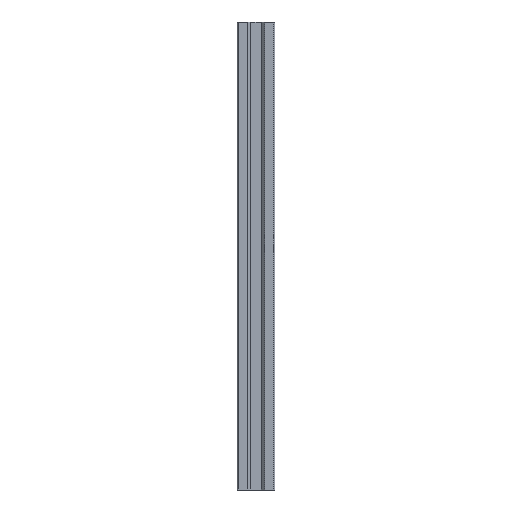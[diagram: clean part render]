
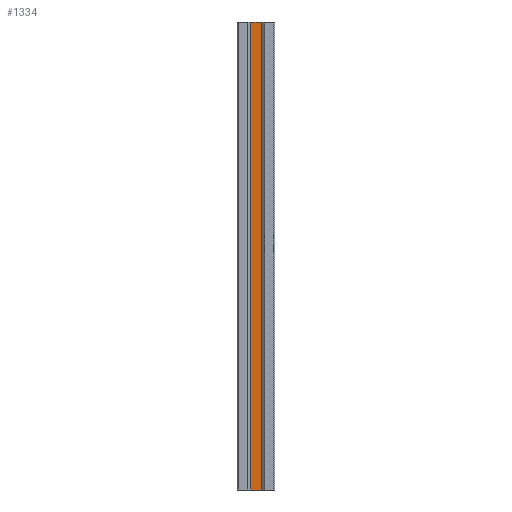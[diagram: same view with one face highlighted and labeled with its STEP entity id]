
A CAD part, front view. The second image highlights one B-rep face of the part: STEP entity #1334.
In plain terms, the highlighted planar face has unit normal (0, -1, 0).
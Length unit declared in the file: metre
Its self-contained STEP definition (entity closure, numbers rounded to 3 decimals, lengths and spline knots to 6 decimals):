
#37=PLANE('',#1414);
#212=ORIENTED_EDGE('',*,*,#572,.F.);
#213=ORIENTED_EDGE('',*,*,#571,.T.);
#214=ORIENTED_EDGE('',*,*,#570,.F.);
#215=ORIENTED_EDGE('',*,*,#573,.F.);
#216=ORIENTED_EDGE('',*,*,#574,.T.);
#217=ORIENTED_EDGE('',*,*,#575,.F.);
#570=EDGE_CURVE('',#742,#743,#898,.T.);
#571=EDGE_CURVE('',#741,#743,#899,.T.);
#572=EDGE_CURVE('',#741,#744,#900,.T.);
#573=EDGE_CURVE('',#745,#742,#901,.T.);
#574=EDGE_CURVE('',#745,#746,#902,.T.);
#575=EDGE_CURVE('',#744,#746,#903,.T.);
#741=VERTEX_POINT('',#1980);
#742=VERTEX_POINT('',#1982);
#743=VERTEX_POINT('',#1984);
#744=VERTEX_POINT('',#1988);
#745=VERTEX_POINT('',#1990);
#746=VERTEX_POINT('',#1992);
#898=LINE('',#1983,#1084);
#899=LINE('',#1985,#1085);
#900=LINE('',#1987,#1086);
#901=LINE('',#1989,#1087);
#902=LINE('',#1991,#1088);
#903=LINE('',#1993,#1089);
#1084=VECTOR('',#1616,1.);
#1085=VECTOR('',#1617,1.);
#1086=VECTOR('',#1620,1.);
#1087=VECTOR('',#1621,1.);
#1088=VECTOR('',#1622,1.);
#1089=VECTOR('',#1623,1.);
#1205=EDGE_LOOP('',(#212,#213,#214,#215,#216,#217));
#1267=FACE_BOUND('',#1205,.T.);
#1334=ADVANCED_FACE('',(#1267),#37,.T.);
#1414=AXIS2_PLACEMENT_3D('',#1986,#1618,#1619);
#1616=DIRECTION('',(0.,0.,-1.));
#1617=DIRECTION('',(0.,0.,1.));
#1618=DIRECTION('',(0.,-1.,0.));
#1619=DIRECTION('',(-1.,0.,0.));
#1620=DIRECTION('',(-1.,0.,0.));
#1621=DIRECTION('',(1.,0.,0.));
#1622=DIRECTION('',(0.,0.,-1.));
#1623=DIRECTION('',(0.,0.,1.));
#1980=CARTESIAN_POINT('',(0.002845,-0.0039,-0.25));
#1982=CARTESIAN_POINT('',(0.002845,-0.0039,0.));
#1983=CARTESIAN_POINT('',(0.002845,-0.0039,0.));
#1984=CARTESIAN_POINT('',(0.002845,-0.0039,-0.2));
#1985=CARTESIAN_POINT('',(0.002845,-0.0039,-0.45));
#1986=CARTESIAN_POINT('',(0.002845,-0.0039,0.));
#1987=CARTESIAN_POINT('',(-0.002845,-0.0039,-0.25));
#1988=CARTESIAN_POINT('',(-0.002845,-0.0039,-0.25));
#1989=CARTESIAN_POINT('',(-0.002845,-0.0039,0.));
#1990=CARTESIAN_POINT('',(-0.002845,-0.0039,0.));
#1991=CARTESIAN_POINT('',(-0.002845,-0.0039,0.));
#1992=CARTESIAN_POINT('',(-0.002845,-0.0039,-0.2));
#1993=CARTESIAN_POINT('',(-0.002845,-0.0039,-0.45));
